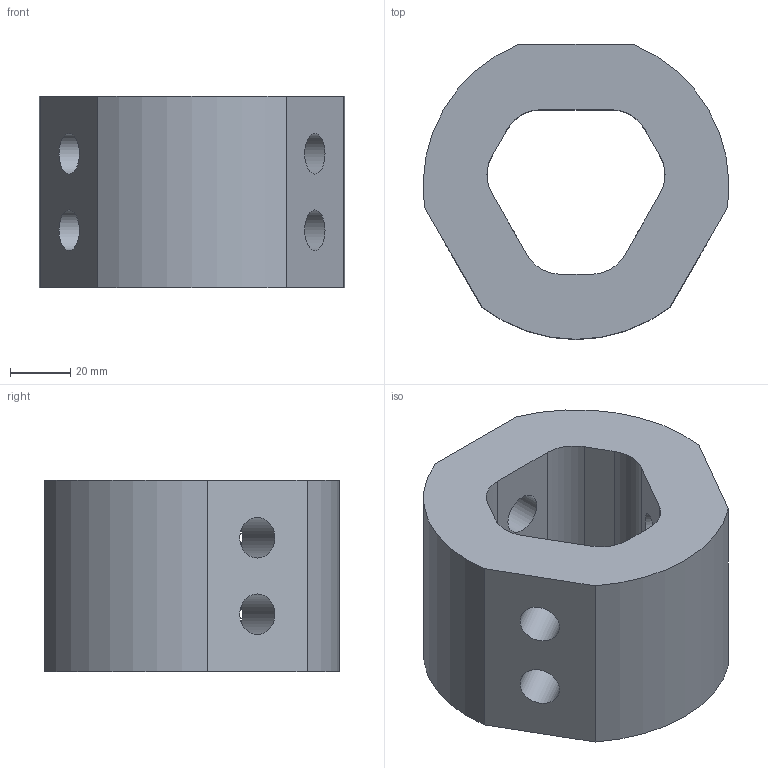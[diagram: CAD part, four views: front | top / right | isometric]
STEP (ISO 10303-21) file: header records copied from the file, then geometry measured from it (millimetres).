
FILE_DESCRIPTION(/* description */ (''),/* implementation_level */ '2;1');
FILE_NAME(/* name */ 'R101 CHUNKY_HUB.stp',/* time_stamp */ '2025-10-02T00:30:28-04:00',/* author */ (''),/* organization */ (''),/* preprocessor_version */ 'ST-DEVELOPER v19.4',/* originating_system */ 'SIEMENS PLM Software NX2306.8900',/* authorisation */ '');
FILE_SCHEMA (('AUTOMOTIVE_DESIGN { 1 0 10303 214 3 1 1 1 }'));
Length unit declared in the file: inch
Products named in the file (1): R101 BOT STR FEA EXPORT_objects
Bounding box: 101.56 x 97.89 x 63.5 mm (x, y, z)
Volume: 319886.3 mm3; surface area: 46038.8 mm2
Topology: 1 solids, 1 shells, 26 faces, 76 edges, 52 vertices
Faces by surface type: cylinder 15, plane 11
Full cylindrical faces by diameter (mm): 13.492 x6
Entity records: 878 total; most frequent: DIRECTION 150, CARTESIAN_POINT 141, ORIENTED_EDGE 132, EDGE_CURVE 66, AXIS2_PLACEMENT_3D 57, VERTEX_POINT 48, EDGE_LOOP 46, LINE 36
